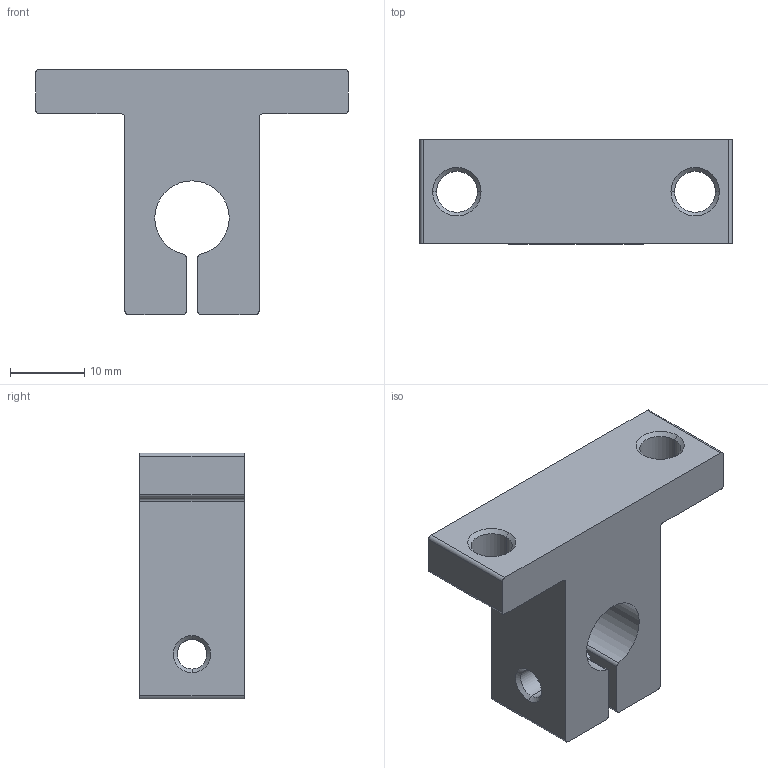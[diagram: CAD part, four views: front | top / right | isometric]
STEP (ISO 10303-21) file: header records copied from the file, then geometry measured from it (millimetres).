
FILE_DESCRIPTION (( 'STEP AP214' ), '1' );
FILE_NAME ('SK10.STEP', '2022-11-19T12:31:07', ( '' ), ( '' ), 'SwSTEP 2.0', 'SolidWorks 2021', '' );
FILE_SCHEMA (( 'AUTOMOTIVE_DESIGN' ));
Length unit declared in the file: millimetre
Products named in the file (1): SK10
Bounding box: 42 x 14 x 33 mm (x, y, z)
Volume: 8461.8 mm3; surface area: 4257.1 mm2
Topology: 1 solids, 1 shells, 49 faces, 132 edges, 84 vertices
Faces by surface type: cylinder 23, plane 14, cone 12
Entity records: 1614 total; most frequent: CARTESIAN_POINT 290, DIRECTION 286, ORIENTED_EDGE 264, EDGE_CURVE 132, AXIS2_PLACEMENT_3D 108, VERTEX_POINT 84, VECTOR 70, LINE 70
